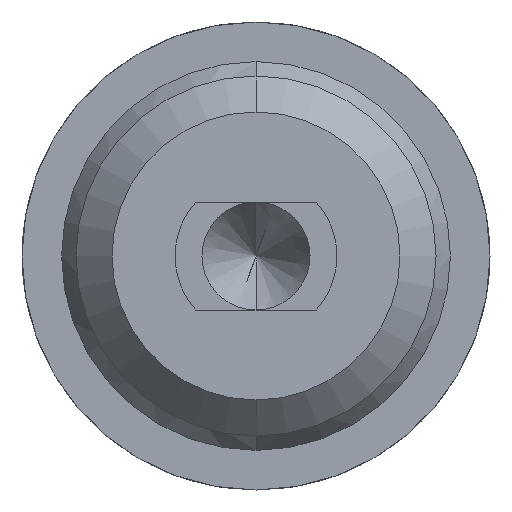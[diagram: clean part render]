
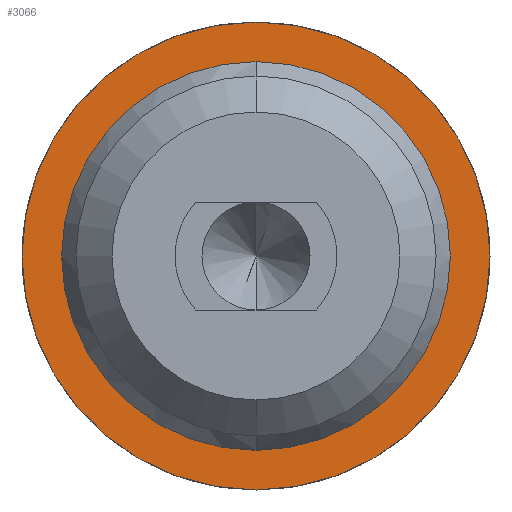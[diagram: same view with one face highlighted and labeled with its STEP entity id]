
A CAD part, front view. The second image highlights one B-rep face of the part: STEP entity #3066.
In plain terms, the highlighted planar face has unit normal (0, -1, 0).
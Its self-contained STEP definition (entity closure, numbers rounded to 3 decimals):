
#47 = EDGE_CURVE ( 'Defeature ausgef�hrt3_7+Defeature ausgef�hrt3_8+Defeature ausgef�hrt3_8+Defeature ausgef�hrt3_8', #3422, #1924, #359, .T. ) ;
#176 = EDGE_LOOP ( 'NONE', ( #549, #4916 ) ) ;
#359 = CIRCLE ( 'NONE', #3416, 1.3 ) ;
#499 = DIRECTION ( 'NONE',  ( 0., 0., -1. ) ) ;
#529 = CARTESIAN_POINT ( 'NONE',  ( 0., 27.9, 1.08 ) ) ;
#549 = ORIENTED_EDGE ( 'NONE', *, *, #3978, .T. ) ;
#577 = CIRCLE ( 'NONE', #3857, 1.3 ) ;
#616 = ORIENTED_EDGE ( 'NONE', *, *, #3636, .F. ) ;
#722 = EDGE_CURVE ( 'Defeature ausgef�hrt3_6+Defeature ausgef�hrt3_7+Defeature ausgef�hrt3_7+Defeature ausgef�hrt3_7', #3481, #3246, #3465, .T. ) ;
#1006 = AXIS2_PLACEMENT_3D ( 'NONE', #3111, #1203, #1567 ) ;
#1090 = CARTESIAN_POINT ( 'NONE',  ( 0., 27.9, 0. ) ) ;
#1203 = DIRECTION ( 'NONE',  ( 0., -1., 0. ) ) ;
#1324 = AXIS2_PLACEMENT_3D ( 'NONE', #2520, #2913, #4470 ) ;
#1410 = CARTESIAN_POINT ( 'NONE',  ( 0., 27.9, 0. ) ) ;
#1468 = DIRECTION ( 'NONE',  ( 0., -1., 0. ) ) ;
#1567 = DIRECTION ( 'NONE',  ( 0., 0., -1. ) ) ;
#1924 = VERTEX_POINT ( 'NONE', #3937 ) ;
#2073 = DIRECTION ( 'NONE',  ( 0., -1., 0. ) ) ;
#2437 = CARTESIAN_POINT ( 'NONE',  ( 0., 27.9, 0. ) ) ;
#2520 = CARTESIAN_POINT ( 'NONE',  ( 1.08, 27.9, 0. ) ) ;
#2560 = DIRECTION ( 'NONE',  ( 0., -1., 0. ) ) ;
#2623 = FACE_OUTER_BOUND ( 'NONE', #176, .T. ) ;
#2913 = DIRECTION ( 'NONE',  ( 0., -1., 0. ) ) ;
#3019 = AXIS2_PLACEMENT_3D ( 'NONE', #2437, #2073, #499 ) ;
#3066 = ADVANCED_FACE ( 'Defeature ausgef�hrt3_7', ( #2623, #4628 ), #4825, .T. ) ;
#3095 = CIRCLE ( 'NONE', #1006, 1.08 ) ;
#3111 = CARTESIAN_POINT ( 'NONE',  ( 0., 27.9, 0. ) ) ;
#3246 = VERTEX_POINT ( 'NONE', #529 ) ;
#3416 = AXIS2_PLACEMENT_3D ( 'NONE', #1410, #2560, #4792 ) ;
#3422 = VERTEX_POINT ( 'NONE', #4466 ) ;
#3465 = CIRCLE ( 'NONE', #3019, 1.08 ) ;
#3481 = VERTEX_POINT ( 'NONE', #3791 ) ;
#3636 = EDGE_CURVE ( 'Defeature ausgef�hrt3_6+Defeature ausgef�hrt3_7+Defeature ausgef�hrt3_7+Defeature ausgef�hrt3_7', #3246, #3481, #3095, .T. ) ;
#3655 = EDGE_LOOP ( 'NONE', ( #4103, #616 ) ) ;
#3791 = CARTESIAN_POINT ( 'NONE',  ( 0., 27.9, -1.08 ) ) ;
#3857 = AXIS2_PLACEMENT_3D ( 'NONE', #1090, #1468, #4140 ) ;
#3937 = CARTESIAN_POINT ( 'NONE',  ( 0., 27.9, -1.3 ) ) ;
#3978 = EDGE_CURVE ( 'Defeature ausgef�hrt3_7+Defeature ausgef�hrt3_8+Defeature ausgef�hrt3_8+Defeature ausgef�hrt3_8', #1924, #3422, #577, .T. ) ;
#4103 = ORIENTED_EDGE ( 'NONE', *, *, #722, .F. ) ;
#4140 = DIRECTION ( 'NONE',  ( 0., 0., -1. ) ) ;
#4466 = CARTESIAN_POINT ( 'NONE',  ( 0., 27.9, 1.3 ) ) ;
#4470 = DIRECTION ( 'NONE',  ( 0., 0., -1. ) ) ;
#4628 = FACE_BOUND ( 'NONE', #3655, .T. ) ;
#4792 = DIRECTION ( 'NONE',  ( 0., 0., -1. ) ) ;
#4825 = PLANE ( 'NONE',  #1324 ) ;
#4916 = ORIENTED_EDGE ( 'NONE', *, *, #47, .T. ) ;
